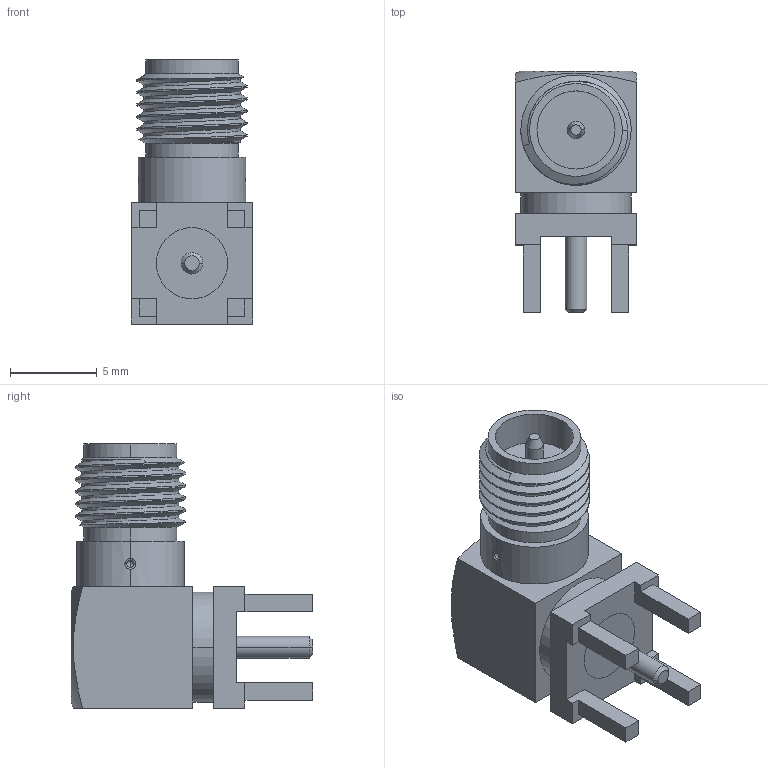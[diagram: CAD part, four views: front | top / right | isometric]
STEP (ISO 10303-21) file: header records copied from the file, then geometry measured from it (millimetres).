
FILE_DESCRIPTION (( 'STEP AP214' ), '1' );
FILE_NAME ('CONREVSMA002-G.STEP', '2020-10-31T17:44:54', ( '' ), ( '' ), 'SwSTEP 2.0', 'SolidWorks 2017', '' );
FILE_SCHEMA (( 'AUTOMOTIVE_DESIGN' ));
Length unit declared in the file: millimetre
Products named in the file (1): CONREVSMA002-G
Bounding box: 7 x 13.9 x 15.2 mm (x, y, z)
Volume: 659.7 mm3; surface area: 849.1 mm2
Topology: 5 solids, 5 shells, 102 faces, 252 edges, 166 vertices
Faces by surface type: plane 48, cylinder 33, cone 10, bspline 7, sphere 4
Entity records: 4027 total; most frequent: CARTESIAN_POINT 1632, ORIENTED_EDGE 504, DIRECTION 448, EDGE_CURVE 252, VERTEX_POINT 166, AXIS2_PLACEMENT_3D 156, VECTOR 136, LINE 136
